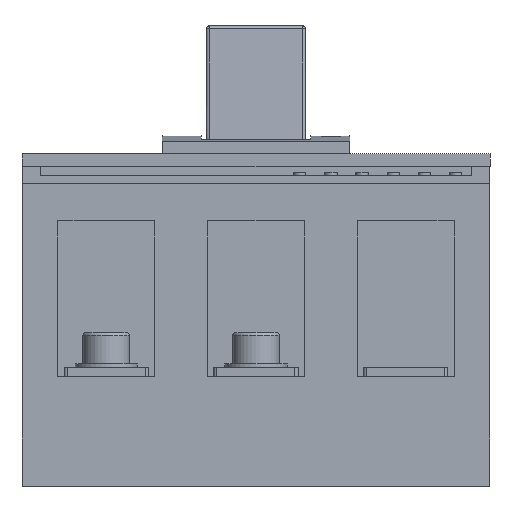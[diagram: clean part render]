
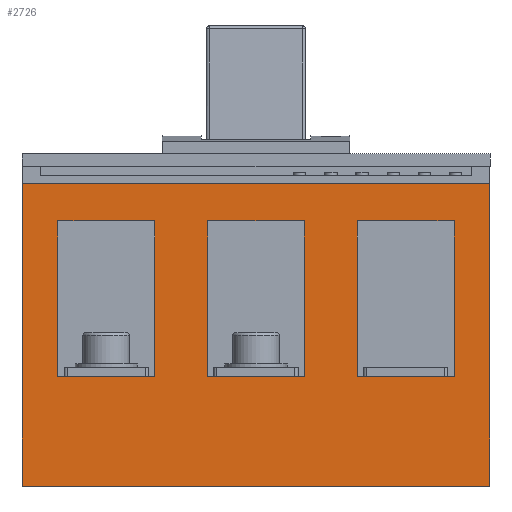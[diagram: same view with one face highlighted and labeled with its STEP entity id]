
A CAD part, front view. The second image highlights one B-rep face of the part: STEP entity #2726.
In plain terms, the highlighted planar face has unit normal (0, -1, 0).
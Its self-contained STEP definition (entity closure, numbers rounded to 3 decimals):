
#26 = VERTEX_POINT ( 'NONE', #6669 ) ;
#59 = LINE ( 'NONE', #3047, #6988 ) ;
#67 = CARTESIAN_POINT ( 'NONE',  ( -32.5, -128.5, 35. ) ) ;
#88 = VERTEX_POINT ( 'NONE', #3319 ) ;
#95 = DIRECTION ( 'NONE',  ( 1., 0., 0. ) ) ;
#147 = ORIENTED_EDGE ( 'NONE', *, *, #4594, .F. ) ;
#213 = EDGE_LOOP ( 'NONE', ( #2230, #2449, #147, #6575 ) ) ;
#224 = VERTEX_POINT ( 'NONE', #67 ) ;
#448 = VECTOR ( 'NONE', #4645, 1000. ) ;
#526 = CARTESIAN_POINT ( 'NONE',  ( 75., -128.5, 97. ) ) ;
#601 = ORIENTED_EDGE ( 'NONE', *, *, #3640, .F. ) ;
#661 = DIRECTION ( 'NONE',  ( 0., 0., 1. ) ) ;
#667 = CARTESIAN_POINT ( 'NONE',  ( -15.5, -128.5, 35. ) ) ;
#670 = DIRECTION ( 'NONE',  ( 0., 0., 1. ) ) ;
#690 = EDGE_CURVE ( 'NONE', #88, #6968, #5373, .T. ) ;
#761 = DIRECTION ( 'NONE',  ( 0., 0., -1. ) ) ;
#777 = EDGE_CURVE ( 'NONE', #88, #6139, #4834, .T. ) ;
#808 = ORIENTED_EDGE ( 'NONE', *, *, #690, .T. ) ;
#832 = DIRECTION ( 'NONE',  ( -1., 0., 0. ) ) ;
#908 = EDGE_CURVE ( 'NONE', #2370, #224, #5677, .T. ) ;
#919 = VERTEX_POINT ( 'NONE', #6157 ) ;
#1000 = DIRECTION ( 'NONE',  ( 0., 0., -1. ) ) ;
#1011 = EDGE_CURVE ( 'NONE', #5806, #5303, #2316, .T. ) ;
#1094 = VECTOR ( 'NONE', #4142, 1000. ) ;
#1151 = VECTOR ( 'NONE', #5195, 1000. ) ;
#1197 = CARTESIAN_POINT ( 'NONE',  ( 75., -128.5, 0. ) ) ;
#1219 = CARTESIAN_POINT ( 'NONE',  ( -32.5, -128.5, 85. ) ) ;
#1255 = VECTOR ( 'NONE', #2241, 1000. ) ;
#1285 = VERTEX_POINT ( 'NONE', #2713 ) ;
#1313 = LINE ( 'NONE', #4701, #1497 ) ;
#1369 = CARTESIAN_POINT ( 'NONE',  ( -75., -128.5, 97. ) ) ;
#1372 = EDGE_CURVE ( 'NONE', #5303, #1285, #1313, .T. ) ;
#1427 = ORIENTED_EDGE ( 'NONE', *, *, #4396, .F. ) ;
#1497 = VECTOR ( 'NONE', #670, 1000. ) ;
#1574 = LINE ( 'NONE', #4996, #1677 ) ;
#1653 = AXIS2_PLACEMENT_3D ( 'NONE', #4248, #6600, #4324 ) ;
#1657 = EDGE_CURVE ( 'NONE', #919, #7272, #3929, .T. ) ;
#1677 = VECTOR ( 'NONE', #4576, 1000. ) ;
#1704 = CARTESIAN_POINT ( 'NONE',  ( -63.5, -128.5, 35. ) ) ;
#1705 = EDGE_CURVE ( 'NONE', #6968, #3647, #4010, .T. ) ;
#1715 = ORIENTED_EDGE ( 'NONE', *, *, #1657, .F. ) ;
#1722 = VERTEX_POINT ( 'NONE', #1799 ) ;
#1799 = CARTESIAN_POINT ( 'NONE',  ( -32.5, -128.5, 85. ) ) ;
#1845 = CARTESIAN_POINT ( 'NONE',  ( -75., -128.5, 0. ) ) ;
#1858 = VECTOR ( 'NONE', #761, 1000. ) ;
#1904 = VECTOR ( 'NONE', #7438, 1000. ) ;
#1928 = PLANE ( 'NONE',  #1653 ) ;
#1943 = CARTESIAN_POINT ( 'NONE',  ( 75., -128.5, 97. ) ) ;
#2004 = FACE_OUTER_BOUND ( 'NONE', #3031, .T. ) ;
#2136 = LINE ( 'NONE', #5686, #6437 ) ;
#2230 = ORIENTED_EDGE ( 'NONE', *, *, #1011, .F. ) ;
#2241 = DIRECTION ( 'NONE',  ( 1., 0., 0. ) ) ;
#2287 = CARTESIAN_POINT ( 'NONE',  ( 75., -128.5, 97. ) ) ;
#2316 = LINE ( 'NONE', #5750, #1255 ) ;
#2325 = CARTESIAN_POINT ( 'NONE',  ( 63.5, -128.5, 35. ) ) ;
#2370 = VERTEX_POINT ( 'NONE', #6083 ) ;
#2449 = ORIENTED_EDGE ( 'NONE', *, *, #7172, .F. ) ;
#2532 = FACE_BOUND ( 'NONE', #2980, .T. ) ;
#2683 = CARTESIAN_POINT ( 'NONE',  ( 63.5, -128.5, 85. ) ) ;
#2713 = CARTESIAN_POINT ( 'NONE',  ( 15.5, -128.5, 85. ) ) ;
#2726 = ADVANCED_FACE ( 'NONE', ( #7206, #2532, #6076, #2004 ), #1928, .F. ) ;
#2772 = CARTESIAN_POINT ( 'NONE',  ( -32.5, -128.5, 35. ) ) ;
#2980 = EDGE_LOOP ( 'NONE', ( #4386, #6999, #5506, #7300 ) ) ;
#2993 = VERTEX_POINT ( 'NONE', #7112 ) ;
#3004 = EDGE_CURVE ( 'NONE', #224, #1722, #59, .T. ) ;
#3015 = ORIENTED_EDGE ( 'NONE', *, *, #3426, .F. ) ;
#3031 = EDGE_LOOP ( 'NONE', ( #5407, #1427, #5924, #808 ) ) ;
#3036 = CARTESIAN_POINT ( 'NONE',  ( 15.5, -128.5, 35. ) ) ;
#3047 = CARTESIAN_POINT ( 'NONE',  ( -32.5, -128.5, 35. ) ) ;
#3319 = CARTESIAN_POINT ( 'NONE',  ( -75., -128.5, 97. ) ) ;
#3324 = VECTOR ( 'NONE', #7384, 1000. ) ;
#3410 = DIRECTION ( 'NONE',  ( 0., 0., -1. ) ) ;
#3426 = EDGE_CURVE ( 'NONE', #6695, #919, #3716, .T. ) ;
#3438 = VECTOR ( 'NONE', #6837, 1000. ) ;
#3483 = EDGE_CURVE ( 'NONE', #2993, #2370, #7435, .T. ) ;
#3640 = EDGE_CURVE ( 'NONE', #7272, #26, #5233, .T. ) ;
#3647 = VERTEX_POINT ( 'NONE', #1197 ) ;
#3716 = LINE ( 'NONE', #2683, #5653 ) ;
#3763 = DIRECTION ( 'NONE',  ( 1., 0., 0. ) ) ;
#3929 = LINE ( 'NONE', #7420, #3324 ) ;
#3984 = VERTEX_POINT ( 'NONE', #4146 ) ;
#3985 = EDGE_CURVE ( 'NONE', #26, #6695, #4038, .T. ) ;
#4010 = LINE ( 'NONE', #4463, #1151 ) ;
#4038 = LINE ( 'NONE', #6352, #448 ) ;
#4142 = DIRECTION ( 'NONE',  ( -1., 0., 0. ) ) ;
#4146 = CARTESIAN_POINT ( 'NONE',  ( -15.5, -128.5, 85. ) ) ;
#4248 = CARTESIAN_POINT ( 'NONE',  ( 75., -128.5, 97. ) ) ;
#4324 = DIRECTION ( 'NONE',  ( -1., 0., 0. ) ) ;
#4386 = ORIENTED_EDGE ( 'NONE', *, *, #908, .F. ) ;
#4396 = EDGE_CURVE ( 'NONE', #6139, #3647, #5217, .T. ) ;
#4463 = CARTESIAN_POINT ( 'NONE',  ( 75., -128.5, 0. ) ) ;
#4576 = DIRECTION ( 'NONE',  ( -1., 0., 0. ) ) ;
#4594 = EDGE_CURVE ( 'NONE', #1285, #3984, #1574, .T. ) ;
#4645 = DIRECTION ( 'NONE',  ( 0., 0., 1. ) ) ;
#4701 = CARTESIAN_POINT ( 'NONE',  ( 15.5, -128.5, 35. ) ) ;
#4834 = LINE ( 'NONE', #1943, #6355 ) ;
#4932 = CARTESIAN_POINT ( 'NONE',  ( 63.5, -128.5, 85. ) ) ;
#4996 = CARTESIAN_POINT ( 'NONE',  ( 15.5, -128.5, 85. ) ) ;
#5043 = VECTOR ( 'NONE', #95, 1000. ) ;
#5195 = DIRECTION ( 'NONE',  ( 1., 0., 0. ) ) ;
#5217 = LINE ( 'NONE', #526, #1904 ) ;
#5233 = LINE ( 'NONE', #2325, #5043 ) ;
#5303 = VERTEX_POINT ( 'NONE', #3036 ) ;
#5373 = LINE ( 'NONE', #1369, #1858 ) ;
#5407 = ORIENTED_EDGE ( 'NONE', *, *, #1705, .T. ) ;
#5506 = ORIENTED_EDGE ( 'NONE', *, *, #6481, .F. ) ;
#5653 = VECTOR ( 'NONE', #832, 1000. ) ;
#5665 = ORIENTED_EDGE ( 'NONE', *, *, #3985, .F. ) ;
#5677 = LINE ( 'NONE', #2772, #3438 ) ;
#5686 = CARTESIAN_POINT ( 'NONE',  ( -15.5, -128.5, 35. ) ) ;
#5750 = CARTESIAN_POINT ( 'NONE',  ( 15.5, -128.5, 35. ) ) ;
#5806 = VERTEX_POINT ( 'NONE', #667 ) ;
#5924 = ORIENTED_EDGE ( 'NONE', *, *, #777, .F. ) ;
#6076 = FACE_BOUND ( 'NONE', #213, .T. ) ;
#6083 = CARTESIAN_POINT ( 'NONE',  ( -63.5, -128.5, 35. ) ) ;
#6129 = VECTOR ( 'NONE', #3410, 1000. ) ;
#6139 = VERTEX_POINT ( 'NONE', #2287 ) ;
#6157 = CARTESIAN_POINT ( 'NONE',  ( 32.5, -128.5, 85. ) ) ;
#6352 = CARTESIAN_POINT ( 'NONE',  ( 63.5, -128.5, 35. ) ) ;
#6355 = VECTOR ( 'NONE', #3763, 1000. ) ;
#6417 = LINE ( 'NONE', #1219, #1094 ) ;
#6437 = VECTOR ( 'NONE', #1000, 1000. ) ;
#6481 = EDGE_CURVE ( 'NONE', #1722, #2993, #6417, .T. ) ;
#6575 = ORIENTED_EDGE ( 'NONE', *, *, #1372, .F. ) ;
#6600 = DIRECTION ( 'NONE',  ( 0., 1., 0. ) ) ;
#6669 = CARTESIAN_POINT ( 'NONE',  ( 63.5, -128.5, 35. ) ) ;
#6695 = VERTEX_POINT ( 'NONE', #4932 ) ;
#6788 = EDGE_LOOP ( 'NONE', ( #601, #1715, #3015, #5665 ) ) ;
#6837 = DIRECTION ( 'NONE',  ( 1., 0., 0. ) ) ;
#6968 = VERTEX_POINT ( 'NONE', #1845 ) ;
#6988 = VECTOR ( 'NONE', #661, 1000. ) ;
#6999 = ORIENTED_EDGE ( 'NONE', *, *, #3483, .F. ) ;
#7112 = CARTESIAN_POINT ( 'NONE',  ( -63.5, -128.5, 85. ) ) ;
#7172 = EDGE_CURVE ( 'NONE', #3984, #5806, #2136, .T. ) ;
#7206 = FACE_BOUND ( 'NONE', #6788, .T. ) ;
#7272 = VERTEX_POINT ( 'NONE', #7353 ) ;
#7300 = ORIENTED_EDGE ( 'NONE', *, *, #3004, .F. ) ;
#7353 = CARTESIAN_POINT ( 'NONE',  ( 32.5, -128.5, 35. ) ) ;
#7384 = DIRECTION ( 'NONE',  ( 0., 0., -1. ) ) ;
#7420 = CARTESIAN_POINT ( 'NONE',  ( 32.5, -128.5, 35. ) ) ;
#7435 = LINE ( 'NONE', #1704, #6129 ) ;
#7438 = DIRECTION ( 'NONE',  ( 0., 0., -1. ) ) ;
